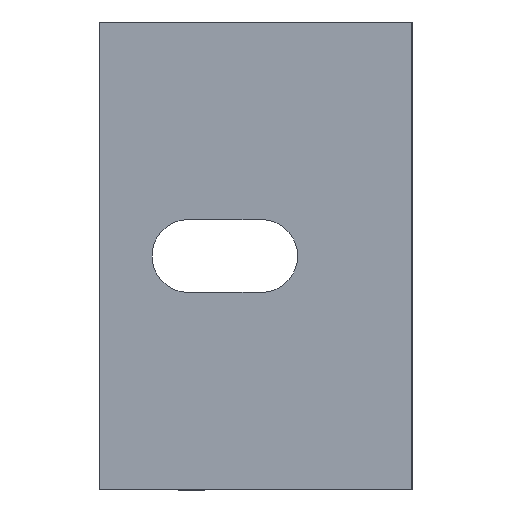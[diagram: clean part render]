
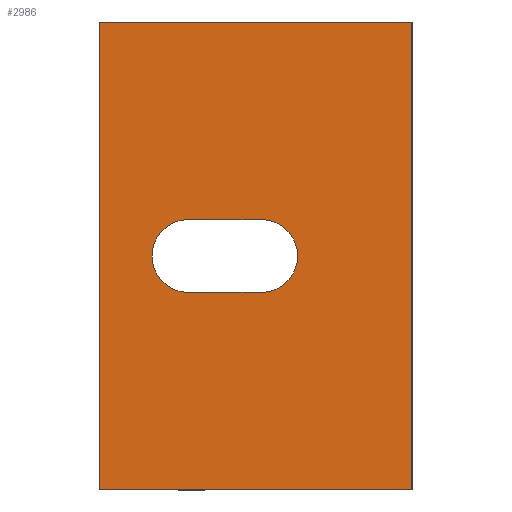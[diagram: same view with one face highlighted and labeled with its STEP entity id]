
A CAD part, left-side view. The second image highlights one B-rep face of the part: STEP entity #2986.
In plain terms, the highlighted planar face has unit normal (-1, 0, 0).
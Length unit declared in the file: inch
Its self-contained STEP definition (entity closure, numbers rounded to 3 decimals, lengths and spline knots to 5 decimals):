
#32 = PLANE ( 'NONE',  #5904 ) ;
#286 = CARTESIAN_POINT ( 'NONE',  ( -5.94488, 0., -0.1378 ) ) ;
#383 = LINE ( 'NONE', #1440, #4042 ) ;
#385 = AXIS2_PLACEMENT_3D ( 'NONE', #4822, #1899, #5837 ) ;
#533 = CARTESIAN_POINT ( 'NONE',  ( -5.94488, 0.57087, -0.1378 ) ) ;
#669 = LINE ( 'NONE', #286, #5359 ) ;
#768 = EDGE_CURVE ( 'NONE', #1451, #1030, #6108, .T. ) ;
#797 = EDGE_CURVE ( 'NONE', #3937, #1546, #6231, .T. ) ;
#916 = VERTEX_POINT ( 'NONE', #533 ) ;
#1030 = VERTEX_POINT ( 'NONE', #3555 ) ;
#1125 = ORIENTED_EDGE ( 'NONE', *, *, #768, .F. ) ;
#1174 = ORIENTED_EDGE ( 'NONE', *, *, #3606, .T. ) ;
#1294 = LINE ( 'NONE', #3147, #3677 ) ;
#1344 = CARTESIAN_POINT ( 'NONE',  ( -5.94488, 1.1811, -0.88583 ) ) ;
#1394 = DIRECTION ( 'NONE',  ( 0., -1., 0. ) ) ;
#1440 = CARTESIAN_POINT ( 'NONE',  ( -5.94488, 0., 0. ) ) ;
#1451 = VERTEX_POINT ( 'NONE', #2922 ) ;
#1546 = VERTEX_POINT ( 'NONE', #4319 ) ;
#1847 = DIRECTION ( 'NONE',  ( 0., -1., 0. ) ) ;
#1899 = DIRECTION ( 'NONE',  ( 1., 0., 0. ) ) ;
#1947 = ORIENTED_EDGE ( 'NONE', *, *, #6247, .T. ) ;
#1948 = DIRECTION ( 'NONE',  ( 0., 1., 0. ) ) ;
#1984 = CARTESIAN_POINT ( 'NONE',  ( -5.94488, 0., 5.76728 ) ) ;
#2143 = VERTEX_POINT ( 'NONE', #4118 ) ;
#2284 = DIRECTION ( 'NONE',  ( 0., -1., 0. ) ) ;
#2285 = ORIENTED_EDGE ( 'NONE', *, *, #797, .T. ) ;
#2319 = CARTESIAN_POINT ( 'NONE',  ( -5.94488, 0., 0.1378 ) ) ;
#2362 = EDGE_LOOP ( 'NONE', ( #3748, #2516, #4473, #2285 ) ) ;
#2516 = ORIENTED_EDGE ( 'NONE', *, *, #6136, .T. ) ;
#2700 = DIRECTION ( 'NONE',  ( 0., 0., -1. ) ) ;
#2827 = CIRCLE ( 'NONE', #6275, 0.1378 ) ;
#2922 = CARTESIAN_POINT ( 'NONE',  ( -5.94488, 1.1811, 0.88583 ) ) ;
#2935 = FACE_BOUND ( 'NONE', #2362, .T. ) ;
#2986 = ADVANCED_FACE ( 'NONE', ( #4365, #2935 ), #32, .T. ) ;
#3127 = EDGE_LOOP ( 'NONE', ( #1947, #1125, #1174, #3680 ) ) ;
#3147 = CARTESIAN_POINT ( 'NONE',  ( -5.94488, 1.1811, 5.76728 ) ) ;
#3333 = EDGE_CURVE ( 'NONE', #4272, #6252, #3436, .T. ) ;
#3436 = LINE ( 'NONE', #5365, #3782 ) ;
#3462 = VECTOR ( 'NONE', #1394, 39.37008 ) ;
#3555 = CARTESIAN_POINT ( 'NONE',  ( -5.94488, 0., 0.88583 ) ) ;
#3606 = EDGE_CURVE ( 'NONE', #1451, #6252, #1294, .T. ) ;
#3677 = VECTOR ( 'NONE', #2700, 39.37008 ) ;
#3680 = ORIENTED_EDGE ( 'NONE', *, *, #3333, .F. ) ;
#3748 = ORIENTED_EDGE ( 'NONE', *, *, #5661, .T. ) ;
#3782 = VECTOR ( 'NONE', #1948, 39.37008 ) ;
#3937 = VERTEX_POINT ( 'NONE', #4535 ) ;
#4042 = VECTOR ( 'NONE', #4808, 39.37008 ) ;
#4087 = CIRCLE ( 'NONE', #385, 0.1378 ) ;
#4118 = CARTESIAN_POINT ( 'NONE',  ( -5.94488, 0.84646, -0.1378 ) ) ;
#4226 = CARTESIAN_POINT ( 'NONE',  ( -5.94488, 0., 0.88583 ) ) ;
#4272 = VERTEX_POINT ( 'NONE', #4759 ) ;
#4319 = CARTESIAN_POINT ( 'NONE',  ( -5.94488, 0.57087, 0.1378 ) ) ;
#4332 = EDGE_CURVE ( 'NONE', #2143, #3937, #4087, .T. ) ;
#4365 = FACE_OUTER_BOUND ( 'NONE', #3127, .T. ) ;
#4473 = ORIENTED_EDGE ( 'NONE', *, *, #4332, .T. ) ;
#4535 = CARTESIAN_POINT ( 'NONE',  ( -5.94488, 0.84646, 0.1378 ) ) ;
#4627 = CARTESIAN_POINT ( 'NONE',  ( -5.94488, 0.57087, 0. ) ) ;
#4759 = CARTESIAN_POINT ( 'NONE',  ( -5.94488, 0., -0.88583 ) ) ;
#4808 = DIRECTION ( 'NONE',  ( 0., 0., 1. ) ) ;
#4822 = CARTESIAN_POINT ( 'NONE',  ( -5.94488, 0.84646, 0. ) ) ;
#5067 = DIRECTION ( 'NONE',  ( 0., -1., 0. ) ) ;
#5105 = DIRECTION ( 'NONE',  ( 1., 0., 0. ) ) ;
#5359 = VECTOR ( 'NONE', #6048, 39.37008 ) ;
#5365 = CARTESIAN_POINT ( 'NONE',  ( -5.94488, 0., -0.88583 ) ) ;
#5661 = EDGE_CURVE ( 'NONE', #1546, #916, #2827, .T. ) ;
#5837 = DIRECTION ( 'NONE',  ( 0., -1., 0. ) ) ;
#5893 = VECTOR ( 'NONE', #1847, 39.37008 ) ;
#5904 = AXIS2_PLACEMENT_3D ( 'NONE', #1984, #6268, #2284 ) ;
#6048 = DIRECTION ( 'NONE',  ( 0., 1., 0. ) ) ;
#6108 = LINE ( 'NONE', #4226, #3462 ) ;
#6136 = EDGE_CURVE ( 'NONE', #916, #2143, #669, .T. ) ;
#6231 = LINE ( 'NONE', #2319, #5893 ) ;
#6247 = EDGE_CURVE ( 'NONE', #4272, #1030, #383, .T. ) ;
#6252 = VERTEX_POINT ( 'NONE', #1344 ) ;
#6268 = DIRECTION ( 'NONE',  ( -1., 0., 0. ) ) ;
#6275 = AXIS2_PLACEMENT_3D ( 'NONE', #4627, #5105, #5067 ) ;
